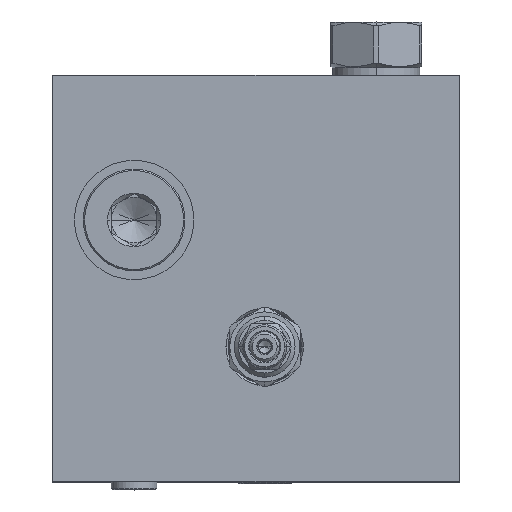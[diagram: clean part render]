
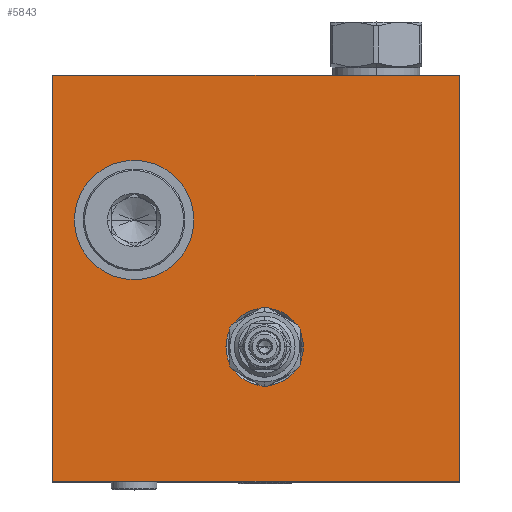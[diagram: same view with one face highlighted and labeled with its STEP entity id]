
A CAD part, top view. The second image highlights one B-rep face of the part: STEP entity #5843.
In plain terms, the highlighted planar face has unit normal (0, 0, 1).
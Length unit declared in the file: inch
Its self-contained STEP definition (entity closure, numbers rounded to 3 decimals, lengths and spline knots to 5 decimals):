
#173=DIRECTION('',(0.,-1.,0.));
#174=VECTOR('',#173,5.);
#175=CARTESIAN_POINT('',(0.,0.,4.75));
#176=LINE('',#175,#174);
#177=DIRECTION('',(-1.,0.,0.));
#178=VECTOR('',#177,5.);
#179=CARTESIAN_POINT('',(5.,0.,4.75));
#180=LINE('',#179,#178);
#181=DIRECTION('',(0.,1.,0.));
#182=VECTOR('',#181,5.);
#183=CARTESIAN_POINT('',(5.,-5.,4.75));
#184=LINE('',#183,#182);
#185=DIRECTION('',(1.,0.,0.));
#186=VECTOR('',#185,5.);
#187=CARTESIAN_POINT('',(0.,-5.,4.75));
#188=LINE('',#187,#186);
#189=CARTESIAN_POINT('',(1.,-1.783,4.75));
#190=DIRECTION('',(0.,0.,-1.));
#191=DIRECTION('',(-1.,0.,0.));
#192=AXIS2_PLACEMENT_3D('',#189,#190,#191);
#194=CARTESIAN_POINT('',(1.,-1.783,4.75));
#195=DIRECTION('',(0.,0.,-1.));
#196=DIRECTION('',(1.,0.,0.));
#197=AXIS2_PLACEMENT_3D('',#194,#195,#196);
#199=CARTESIAN_POINT('',(2.607,-3.345,4.75));
#200=DIRECTION('',(0.,0.,-1.));
#201=DIRECTION('',(-1.,0.,0.));
#202=AXIS2_PLACEMENT_3D('',#199,#200,#201);
#204=CARTESIAN_POINT('',(2.607,-3.345,4.75));
#205=DIRECTION('',(0.,0.,-1.));
#206=DIRECTION('',(1.,0.,0.));
#207=AXIS2_PLACEMENT_3D('',#204,#205,#206);
#4981=CARTESIAN_POINT('',(0.,0.,4.75));
#4982=CARTESIAN_POINT('',(0.,-5.,4.75));
#4983=VERTEX_POINT('',#4981);
#4984=VERTEX_POINT('',#4982);
#4985=CARTESIAN_POINT('',(5.,-5.,4.75));
#4986=VERTEX_POINT('',#4985);
#4987=CARTESIAN_POINT('',(5.,0.,4.75));
#4988=VERTEX_POINT('',#4987);
#5546=CARTESIAN_POINT('',(0.2655,-1.783,4.75));
#5547=CARTESIAN_POINT('',(1.7345,-1.783,4.75));
#5548=VERTEX_POINT('',#5546);
#5549=VERTEX_POINT('',#5547);
#5600=CARTESIAN_POINT('',(2.13,-3.345,4.75));
#5601=CARTESIAN_POINT('',(3.084,-3.345,4.75));
#5602=VERTEX_POINT('',#5600);
#5603=VERTEX_POINT('',#5601);
#5820=CARTESIAN_POINT('',(0.,0.,4.75));
#5821=DIRECTION('',(0.,0.,1.));
#5822=DIRECTION('',(1.,0.,0.));
#5823=AXIS2_PLACEMENT_3D('',#5820,#5821,#5822);
#5824=PLANE('',#5823);
#5825=ORIENTED_EDGE('',*,*,#5718,.F.);
#5826=ORIENTED_EDGE('',*,*,#5745,.F.);
#5827=ORIENTED_EDGE('',*,*,#5771,.F.);
#5828=ORIENTED_EDGE('',*,*,#5802,.F.);
#5829=EDGE_LOOP('',(#5825,#5826,#5827,#5828));
#5830=FACE_OUTER_BOUND('',#5829,.F.);
#5832=ORIENTED_EDGE('',*,*,#5831,.F.);
#5834=ORIENTED_EDGE('',*,*,#5833,.F.);
#5835=EDGE_LOOP('',(#5832,#5834));
#5836=FACE_BOUND('',#5835,.F.);
#5838=ORIENTED_EDGE('',*,*,#5837,.F.);
#5840=ORIENTED_EDGE('',*,*,#5839,.F.);
#5841=EDGE_LOOP('',(#5838,#5840));
#5842=FACE_BOUND('',#5841,.F.);
#5843=ADVANCED_FACE('',(#5830,#5836,#5842),#5824,.T.);
#193=CIRCLE('',#192,0.7345);
#198=CIRCLE('',#197,0.7345);
#203=CIRCLE('',#202,0.477);
#208=CIRCLE('',#207,0.477);
#5718=EDGE_CURVE('',#4983,#4984,#176,.T.);
#5745=EDGE_CURVE('',#4988,#4983,#180,.T.);
#5771=EDGE_CURVE('',#4986,#4988,#184,.T.);
#5802=EDGE_CURVE('',#4984,#4986,#188,.T.);
#5831=EDGE_CURVE('',#5548,#5549,#193,.T.);
#5833=EDGE_CURVE('',#5549,#5548,#198,.T.);
#5837=EDGE_CURVE('',#5602,#5603,#203,.T.);
#5839=EDGE_CURVE('',#5603,#5602,#208,.T.);
